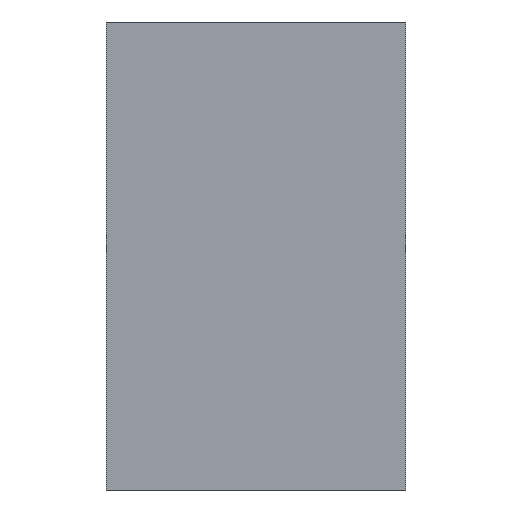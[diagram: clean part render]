
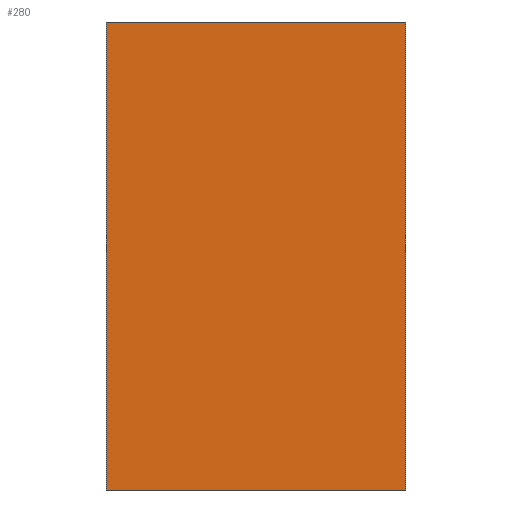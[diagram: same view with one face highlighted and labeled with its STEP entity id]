
A CAD part, front view. The second image highlights one B-rep face of the part: STEP entity #280.
In plain terms, the highlighted planar face has unit normal (0, -1, 0).
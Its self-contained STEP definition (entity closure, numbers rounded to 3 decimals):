
#26=PLANE('',#324);
#41=FACE_OUTER_BOUND('',#56,.T.);
#56=EDGE_LOOP('',(#254,#255,#256,#257));
#74=LINE('',#443,#103);
#79=LINE('',#464,#108);
#86=LINE('',#479,#115);
#87=LINE('',#481,#116);
#103=VECTOR('',#359,10.);
#108=VECTOR('',#384,10.);
#115=VECTOR('',#399,10.);
#116=VECTOR('',#402,10.);
#138=VERTEX_POINT('',#440);
#139=VERTEX_POINT('',#442);
#145=VERTEX_POINT('',#463);
#149=VERTEX_POINT('',#477);
#167=EDGE_CURVE('',#138,#139,#74,.T.);
#178=EDGE_CURVE('',#145,#139,#79,.T.);
#186=EDGE_CURVE('',#138,#149,#86,.T.);
#187=EDGE_CURVE('',#145,#149,#87,.T.);
#254=ORIENTED_EDGE('',*,*,#186,.T.);
#255=ORIENTED_EDGE('',*,*,#187,.F.);
#256=ORIENTED_EDGE('',*,*,#178,.T.);
#257=ORIENTED_EDGE('',*,*,#167,.F.);
#280=ADVANCED_FACE('',(#41),#26,.T.);
#324=AXIS2_PLACEMENT_3D('',#480,#400,#401);
#359=DIRECTION('',(-1.,0.,0.));
#384=DIRECTION('',(0.,0.,-1.));
#399=DIRECTION('',(0.,0.,1.));
#400=DIRECTION('center_axis',(0.,-1.,0.));
#401=DIRECTION('ref_axis',(1.,0.,0.));
#402=DIRECTION('',(1.,0.,0.));
#440=CARTESIAN_POINT('',(10.,-14.,-20.));
#442=CARTESIAN_POINT('',(-10.,-14.,-20.));
#443=CARTESIAN_POINT('',(10.,-14.,-20.));
#463=CARTESIAN_POINT('',(-10.,-14.,11.25));
#464=CARTESIAN_POINT('',(-10.,-14.,0.));
#477=CARTESIAN_POINT('',(10.,-14.,11.25));
#479=CARTESIAN_POINT('',(10.,-14.,0.));
#480=CARTESIAN_POINT('Origin',(-10.,-14.,0.));
#481=CARTESIAN_POINT('',(-10.,-14.,11.25));
